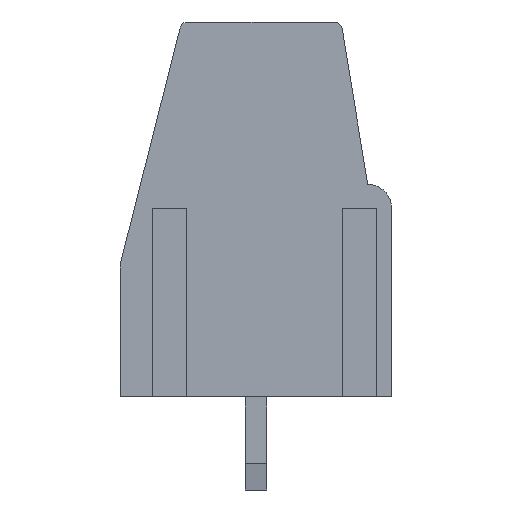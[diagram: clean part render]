
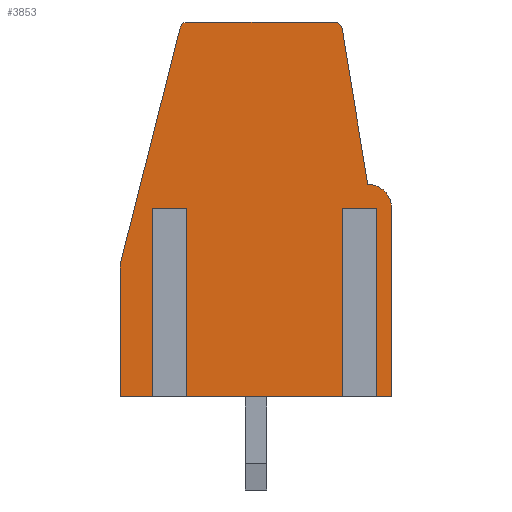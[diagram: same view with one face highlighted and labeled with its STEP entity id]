
A CAD part, left-side view. The second image highlights one B-rep face of the part: STEP entity #3853.
In plain terms, the highlighted planar face has unit normal (-1, 0, 0).
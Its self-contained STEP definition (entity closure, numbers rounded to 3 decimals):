
#2169 = VERTEX_POINT('',#2170);
#2170 = CARTESIAN_POINT('',(-25.4,2.586,14.1));
#2176 = EDGE_CURVE('',#2177,#2169,#2179,.T.);
#2177 = VERTEX_POINT('',#2178);
#2178 = CARTESIAN_POINT('',(-25.4,-2.925,14.1));
#2179 = LINE('',#2180,#2181);
#2180 = CARTESIAN_POINT('',(-25.4,-3.18,14.1));
#2181 = VECTOR('',#2182,1.);
#2182 = DIRECTION('',(0.,1.,0.));
#3527 = VERTEX_POINT('',#3528);
#3528 = CARTESIAN_POINT('',(-25.4,2.877,13.874));
#3534 = EDGE_CURVE('',#2169,#3527,#3535,.T.);
#3535 = CIRCLE('',#3536,0.3);
#3536 = AXIS2_PLACEMENT_3D('',#3537,#3538,#3539);
#3537 = CARTESIAN_POINT('',(-25.4,2.586,13.8));
#3538 = DIRECTION('',(-1.,0.,0.));
#3539 = DIRECTION('',(0.,-1.,0.));
#3853 = ADVANCED_FACE('',(#3854),#3978,.T.);
#3854 = FACE_BOUND('',#3855,.T.);
#3855 = EDGE_LOOP('',(#3856,#3866,#3874,#3882,#3890,#3898,#3907,#3915,
    #3922,#3923,#3924,#3932,#3940,#3948,#3956,#3964,#3972));
#3856 = ORIENTED_EDGE('',*,*,#3857,.F.);
#3857 = EDGE_CURVE('',#3858,#3860,#3862,.T.);
#3858 = VERTEX_POINT('',#3859);
#3859 = CARTESIAN_POINT('',(-25.4,-3.581,7.1));
#3860 = VERTEX_POINT('',#3861);
#3861 = CARTESIAN_POINT('',(-25.4,-3.581,0.));
#3862 = LINE('',#3863,#3864);
#3863 = CARTESIAN_POINT('',(-25.4,-3.581,6.7));
#3864 = VECTOR('',#3865,1.);
#3865 = DIRECTION('',(0.,0.,-1.));
#3866 = ORIENTED_EDGE('',*,*,#3867,.F.);
#3867 = EDGE_CURVE('',#3868,#3858,#3870,.T.);
#3868 = VERTEX_POINT('',#3869);
#3869 = CARTESIAN_POINT('',(-25.4,-4.179,7.1));
#3870 = LINE('',#3871,#3872);
#3871 = CARTESIAN_POINT('',(-25.4,-4.179,7.1));
#3872 = VECTOR('',#3873,1.);
#3873 = DIRECTION('',(0.,1.,0.));
#3874 = ORIENTED_EDGE('',*,*,#3875,.T.);
#3875 = EDGE_CURVE('',#3868,#3876,#3878,.T.);
#3876 = VERTEX_POINT('',#3877);
#3877 = CARTESIAN_POINT('',(-25.4,-4.179,0.));
#3878 = LINE('',#3879,#3880);
#3879 = CARTESIAN_POINT('',(-25.4,-4.179,6.7));
#3880 = VECTOR('',#3881,1.);
#3881 = DIRECTION('',(0.,0.,-1.));
#3882 = ORIENTED_EDGE('',*,*,#3883,.T.);
#3883 = EDGE_CURVE('',#3876,#3884,#3886,.T.);
#3884 = VERTEX_POINT('',#3885);
#3885 = CARTESIAN_POINT('',(-25.4,-5.08,0.));
#3886 = LINE('',#3887,#3888);
#3887 = CARTESIAN_POINT('',(-25.4,5.12,0.));
#3888 = VECTOR('',#3889,1.);
#3889 = DIRECTION('',(0.,-1.,0.));
#3890 = ORIENTED_EDGE('',*,*,#3891,.T.);
#3891 = EDGE_CURVE('',#3884,#3892,#3894,.T.);
#3892 = VERTEX_POINT('',#3893);
#3893 = CARTESIAN_POINT('',(-25.4,-5.08,7.1));
#3894 = LINE('',#3895,#3896);
#3895 = CARTESIAN_POINT('',(-25.4,-5.08,0.));
#3896 = VECTOR('',#3897,1.);
#3897 = DIRECTION('',(0.,0.,1.));
#3898 = ORIENTED_EDGE('',*,*,#3899,.T.);
#3899 = EDGE_CURVE('',#3892,#3900,#3902,.T.);
#3900 = VERTEX_POINT('',#3901);
#3901 = CARTESIAN_POINT('',(-25.4,-4.18,8.));
#3902 = CIRCLE('',#3903,0.9);
#3903 = AXIS2_PLACEMENT_3D('',#3904,#3905,#3906);
#3904 = CARTESIAN_POINT('',(-25.4,-4.18,7.1));
#3905 = DIRECTION('',(-1.,0.,0.));
#3906 = DIRECTION('',(0.,1.,0.));
#3907 = ORIENTED_EDGE('',*,*,#3908,.T.);
#3908 = EDGE_CURVE('',#3900,#3909,#3911,.T.);
#3909 = VERTEX_POINT('',#3910);
#3910 = CARTESIAN_POINT('',(-25.4,-3.221,13.849));
#3911 = LINE('',#3912,#3913);
#3912 = CARTESIAN_POINT('',(-25.4,-4.18,8.));
#3913 = VECTOR('',#3914,1.);
#3914 = DIRECTION('',(0.,0.162,0.987));
#3915 = ORIENTED_EDGE('',*,*,#3916,.T.);
#3916 = EDGE_CURVE('',#3909,#2177,#3917,.T.);
#3917 = CIRCLE('',#3918,0.3);
#3918 = AXIS2_PLACEMENT_3D('',#3919,#3920,#3921);
#3919 = CARTESIAN_POINT('',(-25.4,-2.925,13.8));
#3920 = DIRECTION('',(-1.,0.,0.));
#3921 = DIRECTION('',(0.,-1.,0.));
#3922 = ORIENTED_EDGE('',*,*,#2176,.T.);
#3923 = ORIENTED_EDGE('',*,*,#3534,.T.);
#3924 = ORIENTED_EDGE('',*,*,#3925,.T.);
#3925 = EDGE_CURVE('',#3527,#3926,#3928,.T.);
#3926 = VERTEX_POINT('',#3927);
#3927 = CARTESIAN_POINT('',(-25.4,5.12,5.));
#3928 = LINE('',#3929,#3930);
#3929 = CARTESIAN_POINT('',(-25.4,2.82,14.1));
#3930 = VECTOR('',#3931,1.);
#3931 = DIRECTION('',(0.,0.245,-0.97));
#3932 = ORIENTED_EDGE('',*,*,#3933,.T.);
#3933 = EDGE_CURVE('',#3926,#3934,#3936,.T.);
#3934 = VERTEX_POINT('',#3935);
#3935 = CARTESIAN_POINT('',(-25.4,5.12,0.));
#3936 = LINE('',#3937,#3938);
#3937 = CARTESIAN_POINT('',(-25.4,5.12,5.));
#3938 = VECTOR('',#3939,1.);
#3939 = DIRECTION('',(0.,0.,-1.));
#3940 = ORIENTED_EDGE('',*,*,#3941,.T.);
#3941 = EDGE_CURVE('',#3934,#3942,#3944,.T.);
#3942 = VERTEX_POINT('',#3943);
#3943 = CARTESIAN_POINT('',(-25.4,3.569,0.));
#3944 = LINE('',#3945,#3946);
#3945 = CARTESIAN_POINT('',(-25.4,5.12,0.));
#3946 = VECTOR('',#3947,1.);
#3947 = DIRECTION('',(0.,-1.,0.));
#3948 = ORIENTED_EDGE('',*,*,#3949,.F.);
#3949 = EDGE_CURVE('',#3950,#3942,#3952,.T.);
#3950 = VERTEX_POINT('',#3951);
#3951 = CARTESIAN_POINT('',(-25.4,3.569,7.1));
#3952 = LINE('',#3953,#3954);
#3953 = CARTESIAN_POINT('',(-25.4,3.569,6.7));
#3954 = VECTOR('',#3955,1.);
#3955 = DIRECTION('',(0.,0.,-1.));
#3956 = ORIENTED_EDGE('',*,*,#3957,.F.);
#3957 = EDGE_CURVE('',#3958,#3950,#3960,.T.);
#3958 = VERTEX_POINT('',#3959);
#3959 = CARTESIAN_POINT('',(-25.4,2.971,7.1));
#3960 = LINE('',#3961,#3962);
#3961 = CARTESIAN_POINT('',(-25.4,2.971,7.1));
#3962 = VECTOR('',#3963,1.);
#3963 = DIRECTION('',(0.,1.,0.));
#3964 = ORIENTED_EDGE('',*,*,#3965,.T.);
#3965 = EDGE_CURVE('',#3958,#3966,#3968,.T.);
#3966 = VERTEX_POINT('',#3967);
#3967 = CARTESIAN_POINT('',(-25.4,2.971,0.));
#3968 = LINE('',#3969,#3970);
#3969 = CARTESIAN_POINT('',(-25.4,2.971,6.7));
#3970 = VECTOR('',#3971,1.);
#3971 = DIRECTION('',(0.,0.,-1.));
#3972 = ORIENTED_EDGE('',*,*,#3973,.T.);
#3973 = EDGE_CURVE('',#3966,#3860,#3974,.T.);
#3974 = LINE('',#3975,#3976);
#3975 = CARTESIAN_POINT('',(-25.4,5.12,0.));
#3976 = VECTOR('',#3977,1.);
#3977 = DIRECTION('',(0.,-1.,0.));
#3978 = PLANE('',#3979);
#3979 = AXIS2_PLACEMENT_3D('',#3980,#3981,#3982);
#3980 = CARTESIAN_POINT('',(-25.4,-4.18,7.1));
#3981 = DIRECTION('',(-1.,0.,0.));
#3982 = DIRECTION('',(0.,-1.,0.));
